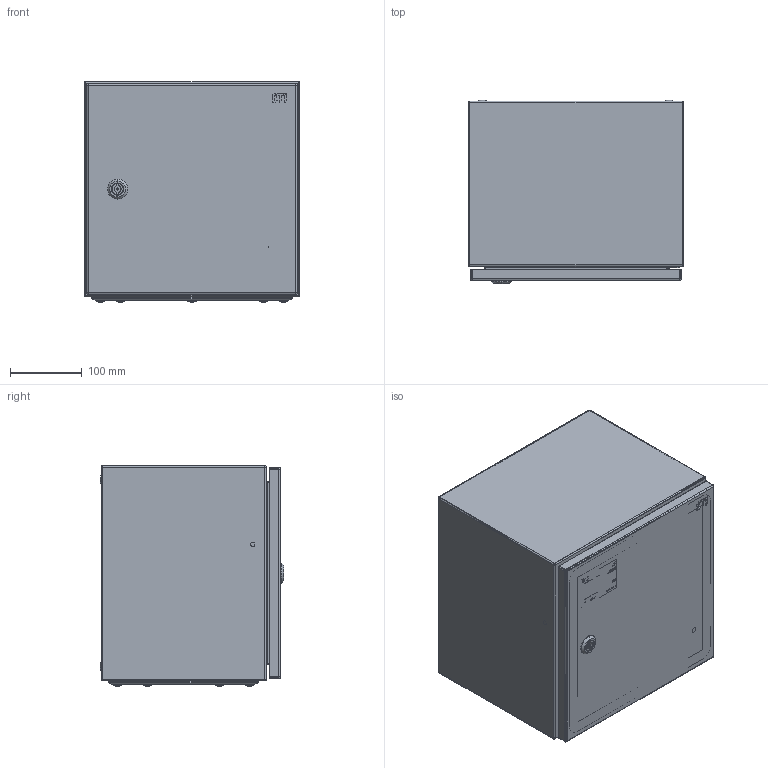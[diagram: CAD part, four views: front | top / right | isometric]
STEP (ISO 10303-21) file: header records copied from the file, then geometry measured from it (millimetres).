
FILE_DESCRIPTION((''),'2;1');
FILE_NAME('GT_30_30_25_ASM','2021-11-04T',('marketing.praksa'),('Audax d.o.o.'),'CREO PARAMETRIC BY PTC INC, 2017480','CREO PARAMETRIC BY PTC INC, 2017480','');
FILE_SCHEMA(('AUTOMOTIVE_DESIGN { 1 0 10303 214 1 1 1 1 }'));
Products named in the file (37): KOR_GT_30-30-25_1_1_1_1; PRZEPUST_1_2_3_4_5_1_1_1_1; ZAWIAS_1_2_3_4_5_1_1_1_1; TULEJA_1_2_3_4_5_1_1_1_1; PLYTA_1_2_3_4_5_1_1_1_1; NAKRETKA_M8_1_2_3_4_5_1_1_1_1; ZASLEPKA_10_7_1_2_3_1_1_1_1; DRZWI_1_2_3_4_5_6_7_8_1_1_1_1_1; DRZWI_1_2_3_4_5_6_7_8_2_1_1_1_1; ZAWIAS_3_ST47_002_ELEMENT-370_5; ZAWIAS_3_ST47_002_ELEMENT-370_6; DRZWI_1_2_3_4_5_6_7_8_3_1_1_1_1; 1_EB_1000-U6_H__KORPUS_1_2_3_19; 1_EB_1000-U6_H__WK_ADKA_1_2__21; 1_EB_1000-U6_H__SRUBA_1_2_3__19; DRZWI_1_2_3_4_5_6_7_8_4_1_1_1_1; 1_EB_1000-U6_H__NAKR_TKA_1_2_26; DRZWI_1_2_3_4_5_6_7_8_5_1_1_1_1; ANSI_B27_7M_3CMI-4-37069_1_1_1_; DRZWI_1_2_3_4_5_6_7_8_6_1_1_1_1; DRZWI_1_2_3_4_5_6_7_8_7_1_1_1_1; ANSI_B27_7M_3CMI-4-37072_1_1_1_; DRZWI_1_2_3_4_5_6_7_8_8_1_1_1_1; ETI_LOGO_1_1_1_1_1_2_3_4_5_1__1; ETI_LOGO_2_1_1_1_1_2_3_4_5_1__1; ETI_LOGO_3_1_1_1_1_2_3_4_5_1__1; SCREWS_30-30-25_1_1; SCREWS_30-30-25_1_2; SCREWS_30-30-25_1_3; SCREWS_30-30-25_1_4; SCREWS_30-30-25_1_5; SCREWS_30-30-25_1_6; SCREWS_30-30-25_1_7; SCREWS_30-30-25_1_8; SCREWS_30-30-25_1_9; SCREWS_30-30-25_1_10; GT_30_30_25_ASM
Assembly tree (46 placements, depth 2):
  GT_30_30_25_ASM
    KOR_GT_30-30-25_1_1_1_1
    PRZEPUST_1_2_3_4_5_1_1_1_1
    ZAWIAS_1_2_3_4_5_1_1_1_1  x2
    TULEJA_1_2_3_4_5_1_1_1_1  x4
    PLYTA_1_2_3_4_5_1_1_1_1
    NAKRETKA_M8_1_2_3_4_5_1_1_1_1  x4
    ZASLEPKA_10_7_1_2_3_1_1_1_1  x4
    DRZWI_1_2_3_4_5_6_7_8_1_1_1_1_1
    DRZWI_1_2_3_4_5_6_7_8_2_1_1_1_1
    ZAWIAS_3_ST47_002_ELEMENT-370_5
    ZAWIAS_3_ST47_002_ELEMENT-370_6
    DRZWI_1_2_3_4_5_6_7_8_3_1_1_1_1
    1_EB_1000-U6_H__KORPUS_1_2_3_19
    1_EB_1000-U6_H__WK_ADKA_1_2__21
    1_EB_1000-U6_H__SRUBA_1_2_3__19
    DRZWI_1_2_3_4_5_6_7_8_4_1_1_1_1
    1_EB_1000-U6_H__NAKR_TKA_1_2_26
    DRZWI_1_2_3_4_5_6_7_8_5_1_1_1_1
    ANSI_B27_7M_3CMI-4-37069_1_1_1_
    DRZWI_1_2_3_4_5_6_7_8_6_1_1_1_1
    DRZWI_1_2_3_4_5_6_7_8_7_1_1_1_1
    ANSI_B27_7M_3CMI-4-37072_1_1_1_
    DRZWI_1_2_3_4_5_6_7_8_8_1_1_1_1
    ETI_LOGO_1_1_1_1_1_2_3_4_5_1__1
    ETI_LOGO_2_1_1_1_1_2_3_4_5_1__1
    ETI_LOGO_3_1_1_1_1_2_3_4_5_1__1
    SCREWS_30-30-25_1_1
    SCREWS_30-30-25_1_2
    SCREWS_30-30-25_1_3
    SCREWS_30-30-25_1_4
    SCREWS_30-30-25_1_5
    SCREWS_30-30-25_1_6
    SCREWS_30-30-25_1_7
    SCREWS_30-30-25_1_8
    SCREWS_30-30-25_1_9
    SCREWS_30-30-25_1_10
Bounding box: 300 x 256.16 x 307.94 mm (x, y, z)
Volume: 941409.5 mm3; surface area: 1281618 mm2
Topology: 46 solids, 46 shells, 2480 faces, 6777 edges, 4509 vertices
Faces by surface type: plane 1117, cylinder 856, extrusion 136, torus 132, cone 124, bspline 65, sphere 50
Entity records: 85810 total; most frequent: CARTESIAN_POINT 17273, DIRECTION 10206, ORIENTED_EDGE 10052, PRESENTATION_STYLE_ASSIGNMENT 5413, STYLED_ITEM 5413, CURVE_STYLE 5026, EDGE_CURVE 5026, AXIS2_PLACEMENT_3D 3739
